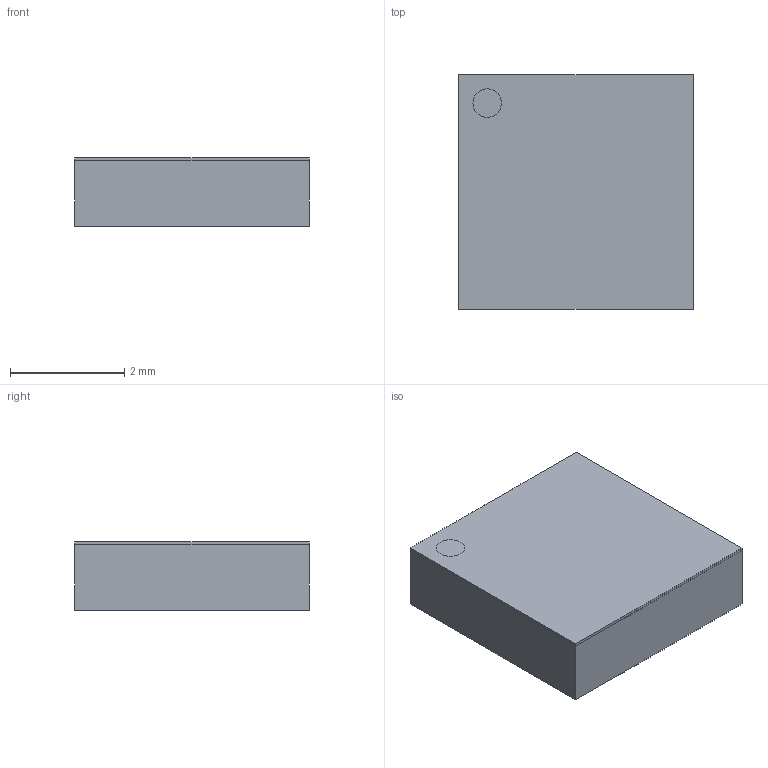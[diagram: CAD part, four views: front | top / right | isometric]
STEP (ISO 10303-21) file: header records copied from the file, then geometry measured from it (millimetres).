
FILE_DESCRIPTION((''),'2;1');
FILE_NAME('MINI-CIRCUITS_DG1293.stp','2016-08-11T17:15:24',(''),(''),'Mechanical Desktop 2011','Mechanical Desktop 2011',', , ');
FILE_SCHEMA(('AUTOMOTIVE_DESIGN { 1 2 10303 214 1 1 1 1 }'));
Length unit declared in the file: millimetre
Products named in the file (1): Product
Bounding box: 4.11 x 4.11 x 1.2 mm (x, y, z)
Volume: 20.3 mm3; surface area: 106.1 mm2
Topology: 20 solids, 20 shells, 207 faces, 450 edges, 300 vertices
Faces by surface type: plane 159, cylinder 36, bspline 12
Entity records: 5647 total; most frequent: CARTESIAN_POINT 994, DIRECTION 914, ORIENTED_EDGE 900, EDGE_CURVE 450, VECTOR 378, LINE 378, VERTEX_POINT 300, AXIS2_PLACEMENT_3D 268
